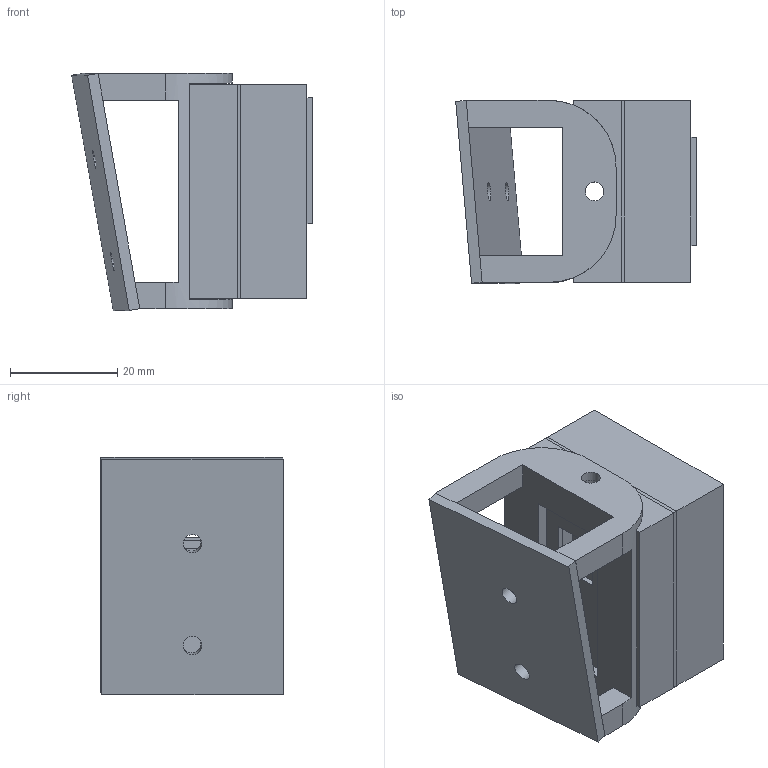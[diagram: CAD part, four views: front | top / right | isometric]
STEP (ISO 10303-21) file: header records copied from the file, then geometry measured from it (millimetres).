
FILE_DESCRIPTION(/* description */ (''),/* implementation_level */ '2;1');
FILE_NAME(/* name */ 'Lock Shoot v26.step',/* time_stamp */ '2021-10-11T05:10:25+10:00',/* author */ (''),/* organization */ (''),/* preprocessor_version */ 'ST-DEVELOPER v18.1',/* originating_system */ 'Autodesk Translation Framework v10.10.0.1391',/* authorisation */ '');
FILE_SCHEMA (('AUTOMOTIVE_DESIGN { 1 0 10303 214 3 1 1 }'));
Length unit declared in the file: millimetre
Products named in the file (4): Lock Shoot; Rear; Front; Mount
Assembly tree (3 placements, depth 2):
  Lock Shoot
    Rear
    Front
    Mount
Bounding box: 44.96 x 34.17 x 44.29 mm (x, y, z)
Volume: 23155.1 mm3; surface area: 20667 mm2
Topology: 3 solids, 3 shells, 187 faces, 511 edges, 333 vertices
Faces by surface type: plane 156, cylinder 25, sphere 4, torus 2
Full cylindrical faces by diameter (mm): 2.799 x1, 3.2 x4, 3.5 x4, 4 x2, 5.7 x2
Entity records: 6053 total; most frequent: CARTESIAN_POINT 1078, ORIENTED_EDGE 1022, DIRECTION 961, EDGE_CURVE 511, LINE 443, VECTOR 443, VERTEX_POINT 333, AXIS2_PLACEMENT_3D 259
